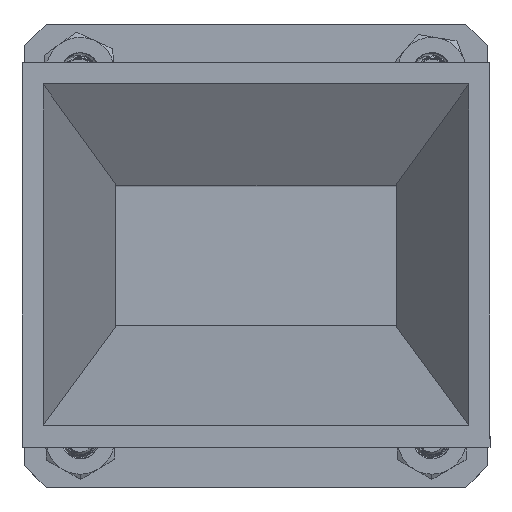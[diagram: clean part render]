
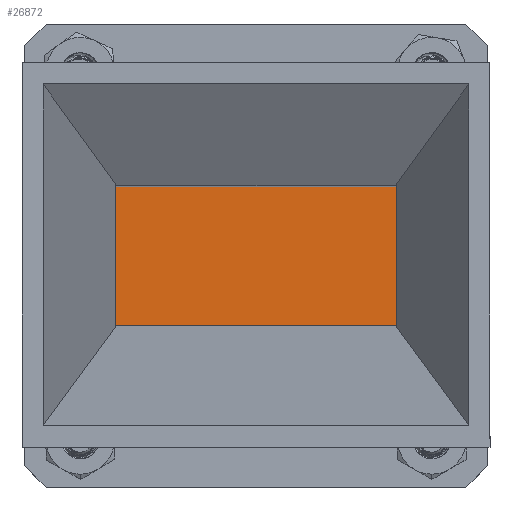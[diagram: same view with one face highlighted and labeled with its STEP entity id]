
A CAD part, top view. The second image highlights one B-rep face of the part: STEP entity #26872.
In plain terms, the highlighted face is planar.
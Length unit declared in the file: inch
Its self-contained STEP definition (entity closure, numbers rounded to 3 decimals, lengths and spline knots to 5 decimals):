
#605 = DIRECTION ( 'NONE',  ( 0., 1., 0. ) ) ;
#1448 = CARTESIAN_POINT ( 'NONE',  ( 1.375, -0.255, 0.51 ) ) ;
#1774 = CARTESIAN_POINT ( 'NONE',  ( 1.375, -0.255, -0.51 ) ) ;
#2987 = VERTEX_POINT ( 'NONE', #12499 ) ;
#3620 = DIRECTION ( 'NONE',  ( -1., 0., 0. ) ) ;
#4848 = CARTESIAN_POINT ( 'NONE',  ( 1.375, 0.255, -0.51 ) ) ;
#5042 = EDGE_CURVE ( 'NONE', #2987, #19047, #25995, .T. ) ;
#5969 = VERTEX_POINT ( 'NONE', #19748 ) ;
#6475 = AXIS2_PLACEMENT_3D ( 'NONE', #30672, #3620, #27715 ) ;
#7046 = VECTOR ( 'NONE', #21162, 39.37008 ) ;
#9343 = ORIENTED_EDGE ( 'NONE', *, *, #27571, .T. ) ;
#9562 = FACE_OUTER_BOUND ( 'NONE', #16735, .T. ) ;
#11448 = LINE ( 'NONE', #1774, #27301 ) ;
#12499 = CARTESIAN_POINT ( 'NONE',  ( 1.375, 0.255, -0.51 ) ) ;
#13766 = CARTESIAN_POINT ( 'NONE',  ( 1.375, 0.255, -0.51 ) ) ;
#16735 = EDGE_LOOP ( 'NONE', ( #26134, #9343, #27813, #32051 ) ) ;
#18788 = LINE ( 'NONE', #30826, #29136 ) ;
#19047 = VERTEX_POINT ( 'NONE', #27976 ) ;
#19481 = VERTEX_POINT ( 'NONE', #1448 ) ;
#19748 = CARTESIAN_POINT ( 'NONE',  ( 1.375, 0.255, 0.51 ) ) ;
#21162 = DIRECTION ( 'NONE',  ( 0., 0., -1. ) ) ;
#22980 = LINE ( 'NONE', #4848, #7046 ) ;
#23034 = DIRECTION ( 'NONE',  ( 0., -1., 0. ) ) ;
#23945 = VECTOR ( 'NONE', #23034, 39.37008 ) ;
#25630 = EDGE_CURVE ( 'NONE', #5969, #2987, #22980, .T. ) ;
#25995 = LINE ( 'NONE', #13766, #23945 ) ;
#26134 = ORIENTED_EDGE ( 'NONE', *, *, #5042, .T. ) ;
#26274 = DIRECTION ( 'NONE',  ( 0., 0., 1. ) ) ;
#26872 = ADVANCED_FACE ( 'NONE', ( #9562 ), #33615, .T. ) ;
#27301 = VECTOR ( 'NONE', #26274, 39.37008 ) ;
#27571 = EDGE_CURVE ( 'NONE', #19047, #19481, #11448, .T. ) ;
#27715 = DIRECTION ( 'NONE',  ( 0., 0., 1. ) ) ;
#27813 = ORIENTED_EDGE ( 'NONE', *, *, #28064, .T. ) ;
#27976 = CARTESIAN_POINT ( 'NONE',  ( 1.375, -0.255, -0.51 ) ) ;
#28064 = EDGE_CURVE ( 'NONE', #19481, #5969, #18788, .T. ) ;
#29136 = VECTOR ( 'NONE', #605, 39.37008 ) ;
#30672 = CARTESIAN_POINT ( 'NONE',  ( 1.375, 0., 0. ) ) ;
#30826 = CARTESIAN_POINT ( 'NONE',  ( 1.375, 0.255, 0.51 ) ) ;
#32051 = ORIENTED_EDGE ( 'NONE', *, *, #25630, .T. ) ;
#33615 = PLANE ( 'NONE',  #6475 ) ;
